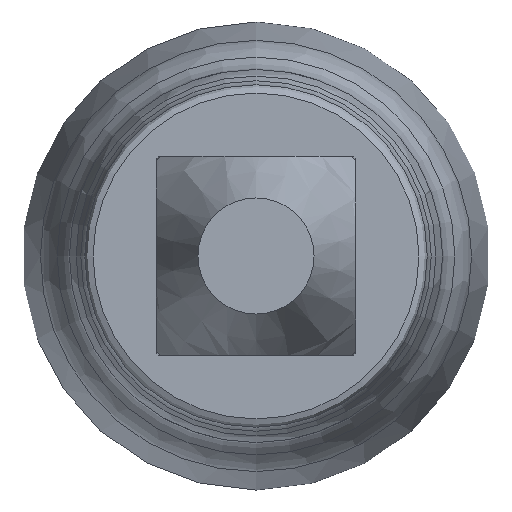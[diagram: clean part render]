
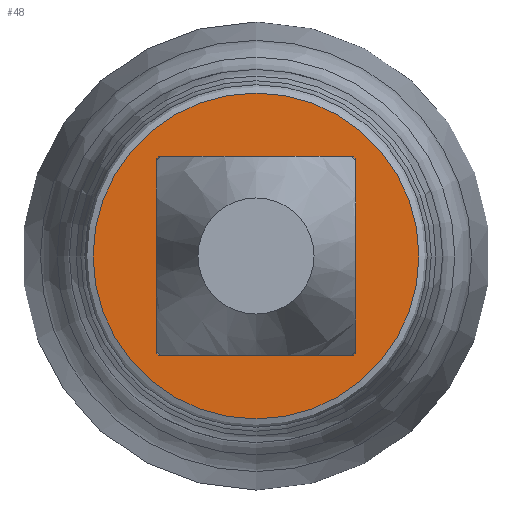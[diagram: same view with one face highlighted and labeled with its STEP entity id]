
A CAD part, left-side view. The second image highlights one B-rep face of the part: STEP entity #48.
In plain terms, the highlighted planar face has unit normal (-1, 0, 0).
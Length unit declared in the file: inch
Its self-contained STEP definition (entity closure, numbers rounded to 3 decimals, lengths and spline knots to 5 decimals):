
#3 = CARTESIAN_POINT ( 'NONE',  ( 0., 0., 0. ) ) ;
#19 = DIRECTION ( 'NONE',  ( 0., 1., 0. ) ) ;
#27 = ORIENTED_EDGE ( 'NONE', *, *, #857, .F. ) ;
#47 = DIRECTION ( 'NONE',  ( -1., 0., 0. ) ) ;
#48 = ADVANCED_FACE ( 'NONE', ( #312, #602 ), #691, .F. ) ;
#89 = AXIS2_PLACEMENT_3D ( 'NONE', #939, #369, #961 ) ;
#111 = ORIENTED_EDGE ( 'NONE', *, *, #1169, .F. ) ;
#123 = DIRECTION ( 'NONE',  ( 0., 0., -1. ) ) ;
#133 = EDGE_LOOP ( 'NONE', ( #930 ) ) ;
#135 = DIRECTION ( 'NONE',  ( 0., 0., -1. ) ) ;
#138 = EDGE_LOOP ( 'NONE', ( #902, #699, #27, #111, #1007, #882, #231, #999 ) ) ;
#141 = CARTESIAN_POINT ( 'NONE',  ( 0., 0.01153, -0.01203 ) ) ;
#161 = EDGE_CURVE ( 'NONE', #618, #618, #468, .T. ) ;
#202 = DIRECTION ( 'NONE',  ( -1., 0., 0. ) ) ;
#210 = VECTOR ( 'NONE', #1133, 39.37008 ) ;
#222 = DIRECTION ( 'NONE',  ( 1., 0., 0. ) ) ;
#231 = ORIENTED_EDGE ( 'NONE', *, *, #643, .F. ) ;
#238 = EDGE_CURVE ( 'NONE', #722, #784, #758, .T. ) ;
#276 = DIRECTION ( 'NONE',  ( -1., 0., 0. ) ) ;
#287 = CARTESIAN_POINT ( 'NONE',  ( 0., -0.01153, -0.01203 ) ) ;
#295 = DIRECTION ( 'NONE',  ( 0., 0., -1. ) ) ;
#299 = CARTESIAN_POINT ( 'NONE',  ( 0., 0.018, 0.01203 ) ) ;
#312 = FACE_OUTER_BOUND ( 'NONE', #133, .T. ) ;
#340 = VERTEX_POINT ( 'NONE', #762 ) ;
#342 = DIRECTION ( 'NONE',  ( 0., -1., 0. ) ) ;
#348 = EDGE_CURVE ( 'NONE', #838, #340, #833, .T. ) ;
#368 = LINE ( 'NONE', #1193, #725 ) ;
#369 = DIRECTION ( 'NONE',  ( -1., 0., 0. ) ) ;
#381 = EDGE_CURVE ( 'NONE', #717, #812, #368, .T. ) ;
#386 = CARTESIAN_POINT ( 'NONE',  ( 0., -0.01153, 0.01203 ) ) ;
#398 = CARTESIAN_POINT ( 'NONE',  ( 0., 0.018, 0. ) ) ;
#424 = CIRCLE ( 'NONE', #89, 0.0005 ) ;
#441 = CARTESIAN_POINT ( 'NONE',  ( 0., 0., 0.01965 ) ) ;
#451 = AXIS2_PLACEMENT_3D ( 'NONE', #865, #276, #295 ) ;
#468 = CIRCLE ( 'NONE', #509, 0.01965 ) ;
#469 = CARTESIAN_POINT ( 'NONE',  ( 0., 0.01203, 0.01153 ) ) ;
#474 = CIRCLE ( 'NONE', #451, 0.0005 ) ;
#492 = CIRCLE ( 'NONE', #650, 0.0005 ) ;
#509 = AXIS2_PLACEMENT_3D ( 'NONE', #3, #202, #962 ) ;
#535 = VERTEX_POINT ( 'NONE', #729 ) ;
#541 = CARTESIAN_POINT ( 'NONE',  ( 0., -0.01203, 0.01153 ) ) ;
#602 = FACE_BOUND ( 'NONE', #138, .T. ) ;
#608 = EDGE_CURVE ( 'NONE', #340, #717, #424, .T. ) ;
#618 = VERTEX_POINT ( 'NONE', #441 ) ;
#643 = EDGE_CURVE ( 'NONE', #812, #722, #492, .T. ) ;
#650 = AXIS2_PLACEMENT_3D ( 'NONE', #1162, #898, #135 ) ;
#686 = AXIS2_PLACEMENT_3D ( 'NONE', #908, #47, #832 ) ;
#691 = PLANE ( 'NONE',  #945 ) ;
#699 = ORIENTED_EDGE ( 'NONE', *, *, #348, .F. ) ;
#717 = VERTEX_POINT ( 'NONE', #141 ) ;
#722 = VERTEX_POINT ( 'NONE', #1206 ) ;
#725 = VECTOR ( 'NONE', #342, 39.37008 ) ;
#729 = CARTESIAN_POINT ( 'NONE',  ( 0., 0.01153, 0.01203 ) ) ;
#734 = EDGE_CURVE ( 'NONE', #784, #879, #1000, .T. ) ;
#758 = LINE ( 'NONE', #958, #210 ) ;
#762 = CARTESIAN_POINT ( 'NONE',  ( 0., 0.01203, -0.01153 ) ) ;
#784 = VERTEX_POINT ( 'NONE', #541 ) ;
#809 = VECTOR ( 'NONE', #19, 39.37008 ) ;
#812 = VERTEX_POINT ( 'NONE', #287 ) ;
#820 = DIRECTION ( 'NONE',  ( 0., 0., -1. ) ) ;
#832 = DIRECTION ( 'NONE',  ( 0., 0., -1. ) ) ;
#833 = LINE ( 'NONE', #1112, #1175 ) ;
#838 = VERTEX_POINT ( 'NONE', #469 ) ;
#857 = EDGE_CURVE ( 'NONE', #535, #838, #474, .T. ) ;
#865 = CARTESIAN_POINT ( 'NONE',  ( 0., 0.01153, 0.01153 ) ) ;
#879 = VERTEX_POINT ( 'NONE', #386 ) ;
#882 = ORIENTED_EDGE ( 'NONE', *, *, #238, .F. ) ;
#898 = DIRECTION ( 'NONE',  ( -1., 0., 0. ) ) ;
#902 = ORIENTED_EDGE ( 'NONE', *, *, #608, .F. ) ;
#908 = CARTESIAN_POINT ( 'NONE',  ( 0., -0.01153, 0.01153 ) ) ;
#930 = ORIENTED_EDGE ( 'NONE', *, *, #161, .T. ) ;
#939 = CARTESIAN_POINT ( 'NONE',  ( 0., 0.01153, -0.01153 ) ) ;
#945 = AXIS2_PLACEMENT_3D ( 'NONE', #398, #222, #123 ) ;
#958 = CARTESIAN_POINT ( 'NONE',  ( 0., -0.01203, 0. ) ) ;
#961 = DIRECTION ( 'NONE',  ( 0., 0., -1. ) ) ;
#962 = DIRECTION ( 'NONE',  ( 0., 0., 1. ) ) ;
#966 = LINE ( 'NONE', #299, #809 ) ;
#999 = ORIENTED_EDGE ( 'NONE', *, *, #381, .F. ) ;
#1000 = CIRCLE ( 'NONE', #686, 0.0005 ) ;
#1007 = ORIENTED_EDGE ( 'NONE', *, *, #734, .F. ) ;
#1112 = CARTESIAN_POINT ( 'NONE',  ( 0., 0.01203, 0. ) ) ;
#1133 = DIRECTION ( 'NONE',  ( 0., 0., 1. ) ) ;
#1162 = CARTESIAN_POINT ( 'NONE',  ( 0., -0.01153, -0.01153 ) ) ;
#1169 = EDGE_CURVE ( 'NONE', #879, #535, #966, .T. ) ;
#1175 = VECTOR ( 'NONE', #820, 39.37008 ) ;
#1193 = CARTESIAN_POINT ( 'NONE',  ( 0., 0.018, -0.01203 ) ) ;
#1206 = CARTESIAN_POINT ( 'NONE',  ( 0., -0.01203, -0.01153 ) ) ;
